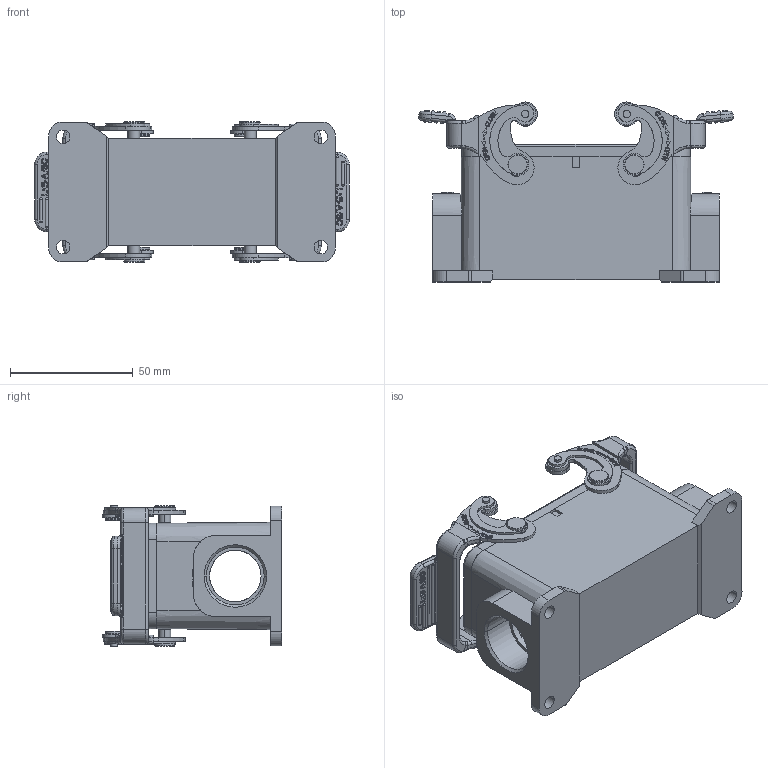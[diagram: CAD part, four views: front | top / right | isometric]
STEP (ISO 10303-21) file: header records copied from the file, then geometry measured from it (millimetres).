
FILE_DESCRIPTION(/* description */ (''),/* implementation_level */ '2;1');
FILE_NAME(/* name */ '3D_1120162411023_H16B-MSF-2L_SC-2M25_V1.0_stp.stp',/* time_stamp */ '2023-01-05T15:02:51+08:00',/* author */ (''),/* organization */ (''),/* preprocessor_version */ 'ST-DEVELOPER v18.1',/* originating_system */ 'SIEMENS PLM Software NX 1980',/* authorisation */ '');
FILE_SCHEMA (('AUTOMOTIVE_DESIGN { 1 0 10303 214 3 1 1 1 }'));
Products named in the file (1): jphu04786FDFzwwi
Bounding box: 128.26 x 73.33 x 57.5 mm (x, y, z)
Volume: 103081.4 mm3; surface area: 57280.7 mm2
Topology: 1 solids, 5 shells, 1591 faces, 4262 edges, 2792 vertices
Faces by surface type: plane 801, cylinder 480, torus 94, extrusion 88, cone 56, sphere 36, bspline 34, revolution 2
Entity records: 61646 total; most frequent: CARTESIAN_POINT 15163, ORIENTED_EDGE 8428, DIRECTION 7435, EDGE_CURVE 4222, VERTEX_POINT 2792, AXIS2_PLACEMENT_3D 2609, VECTOR 2215, LINE 2127
